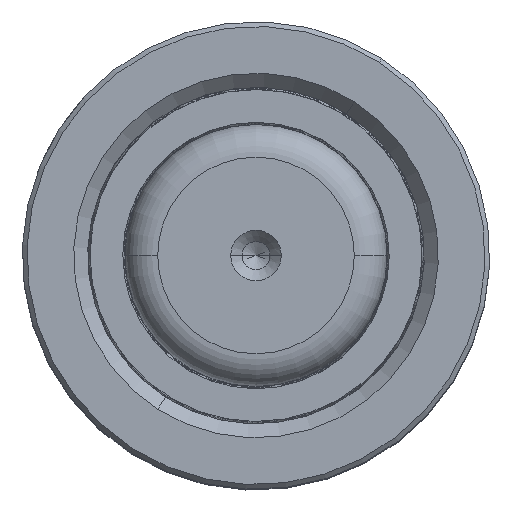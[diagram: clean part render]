
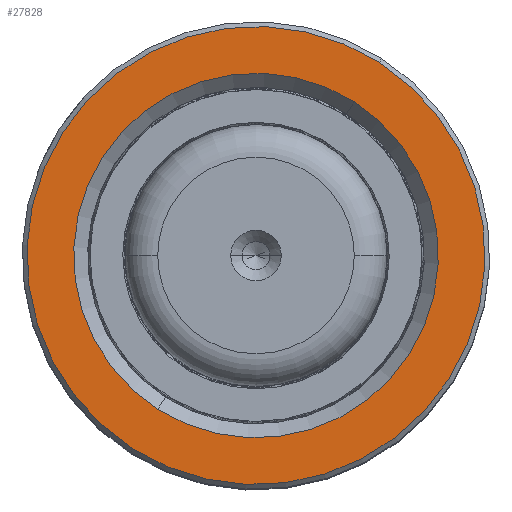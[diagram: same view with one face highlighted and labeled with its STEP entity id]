
A CAD part, top view. The second image highlights one B-rep face of the part: STEP entity #27828.
In plain terms, the highlighted planar face has unit normal (0, 0, 1).
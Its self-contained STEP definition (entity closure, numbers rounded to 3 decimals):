
#1796 = CARTESIAN_POINT ( 'NONE',  ( 0., 0., 60. ) ) ;
#4537 = CARTESIAN_POINT ( 'NONE',  ( 24.5, 0., 60. ) ) ;
#5339 = AXIS2_PLACEMENT_3D ( 'NONE', #7609, #45822, #38706 ) ;
#5575 = CIRCLE ( 'NONE', #5339, 24.5 ) ;
#6031 = EDGE_CURVE ( 'NONE', #20528, #30354, #5575, .T. ) ;
#6033 = AXIS2_PLACEMENT_3D ( 'NONE', #1796, #13209, #36800 ) ;
#7028 = VERTEX_POINT ( 'NONE', #9794 ) ;
#7609 = CARTESIAN_POINT ( 'NONE',  ( 0., 0., 60. ) ) ;
#7940 = CIRCLE ( 'NONE', #27191, 24.5 ) ;
#8887 = VERTEX_POINT ( 'NONE', #14363 ) ;
#9794 = CARTESIAN_POINT ( 'NONE',  ( 19.5, 0., 60. ) ) ;
#11810 = EDGE_LOOP ( 'NONE', ( #29139, #29553 ) ) ;
#12350 = DIRECTION ( 'NONE',  ( 0., 0., -1. ) ) ;
#13209 = DIRECTION ( 'NONE',  ( 0., 0., -1. ) ) ;
#13597 = DIRECTION ( 'NONE',  ( 0., 0., 1. ) ) ;
#14363 = CARTESIAN_POINT ( 'NONE',  ( -19.5, 0., 60. ) ) ;
#16154 = CARTESIAN_POINT ( 'NONE',  ( 0., 0., 60. ) ) ;
#17330 = DIRECTION ( 'NONE',  ( 1., 0., 0. ) ) ;
#19739 = EDGE_CURVE ( 'NONE', #8887, #7028, #23870, .T. ) ;
#20021 = FACE_BOUND ( 'NONE', #23081, .T. ) ;
#20528 = VERTEX_POINT ( 'NONE', #44622 ) ;
#23081 = EDGE_LOOP ( 'NONE', ( #40254, #33111 ) ) ;
#23586 = PLANE ( 'NONE',  #48391 ) ;
#23870 = CIRCLE ( 'NONE', #40158, 19.5 ) ;
#24039 = DIRECTION ( 'NONE',  ( 1., 0., 0. ) ) ;
#25016 = EDGE_CURVE ( 'NONE', #30354, #20528, #7940, .T. ) ;
#27191 = AXIS2_PLACEMENT_3D ( 'NONE', #16154, #28917, #17330 ) ;
#27828 = ADVANCED_FACE ( 'NONE', ( #46164, #20021 ), #23586, .T. ) ;
#28917 = DIRECTION ( 'NONE',  ( 0., 0., 1. ) ) ;
#29139 = ORIENTED_EDGE ( 'NONE', *, *, #6031, .T. ) ;
#29553 = ORIENTED_EDGE ( 'NONE', *, *, #25016, .T. ) ;
#30354 = VERTEX_POINT ( 'NONE', #4537 ) ;
#33111 = ORIENTED_EDGE ( 'NONE', *, *, #19739, .T. ) ;
#35606 = CARTESIAN_POINT ( 'NONE',  ( 0., 0., 60. ) ) ;
#36682 = DIRECTION ( 'NONE',  ( 1., 0., 0. ) ) ;
#36800 = DIRECTION ( 'NONE',  ( 1., 0., 0. ) ) ;
#36855 = CIRCLE ( 'NONE', #6033, 19.5 ) ;
#37433 = EDGE_CURVE ( 'NONE', #7028, #8887, #36855, .T. ) ;
#38706 = DIRECTION ( 'NONE',  ( 1., 0., 0. ) ) ;
#39786 = CARTESIAN_POINT ( 'NONE',  ( 0., 0., 60. ) ) ;
#40158 = AXIS2_PLACEMENT_3D ( 'NONE', #35606, #12350, #24039 ) ;
#40254 = ORIENTED_EDGE ( 'NONE', *, *, #37433, .T. ) ;
#44622 = CARTESIAN_POINT ( 'NONE',  ( -24.5, 0., 60. ) ) ;
#45822 = DIRECTION ( 'NONE',  ( 0., 0., 1. ) ) ;
#46164 = FACE_OUTER_BOUND ( 'NONE', #11810, .T. ) ;
#48391 = AXIS2_PLACEMENT_3D ( 'NONE', #39786, #13597, #36682 ) ;
